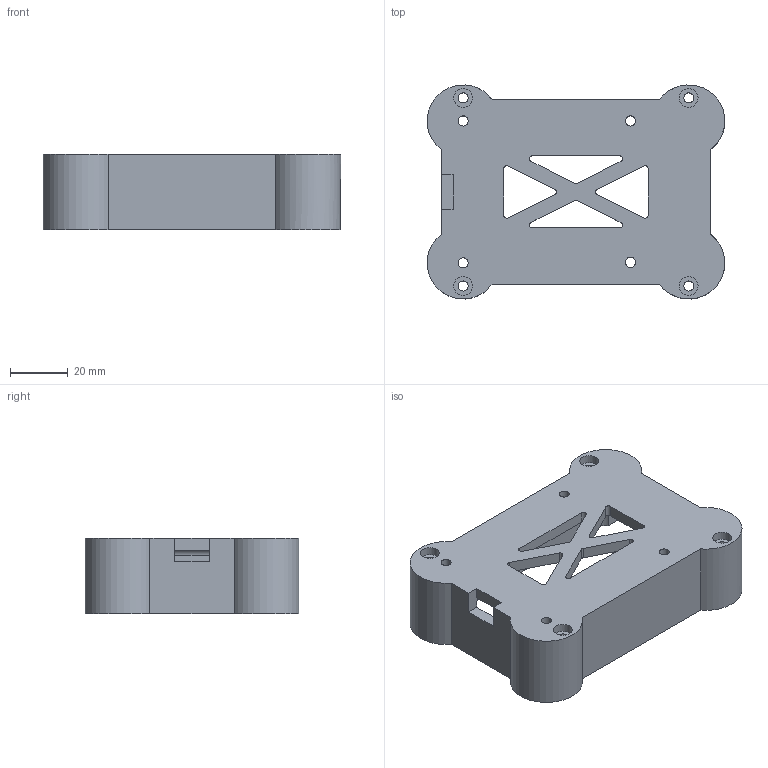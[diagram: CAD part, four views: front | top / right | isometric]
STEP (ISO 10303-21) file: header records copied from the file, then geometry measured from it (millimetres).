
FILE_DESCRIPTION(/* description */ (''),/* implementation_level */ '2;1');
FILE_NAME(/* name */ 'pi_cover.stp',/* time_stamp */ '2022-12-04T21:44:53+01:00',/* author */ ('nhma'),/* organization */ (''),/* preprocessor_version */ 'ST-DEVELOPER v19',/* originating_system */ 'Autodesk Inventor 2023',/* authorisation */ '');
FILE_SCHEMA (('AUTOMOTIVE_DESIGN { 1 0 10303 214 3 1 1 }'));
Length unit declared in the file: millimetre
Products named in the file (1): pi_cover
Bounding box: 103.17 x 74.14 x 26 mm (x, y, z)
Volume: 52648.1 mm3; surface area: 27440.3 mm2
Topology: 1 solids, 1 shells, 135 faces, 382 edges, 242 vertices
Faces by surface type: cylinder 69, plane 58, bspline 8
Full cylindrical faces by diameter (mm): 3.5 x8, 6 x4, 6.5 x4, 7.5 x1
Entity records: 4827 total; most frequent: CARTESIAN_POINT 1200, ORIENTED_EDGE 756, DIRECTION 752, EDGE_CURVE 378, AXIS2_PLACEMENT_3D 272, VERTEX_POINT 242, LINE 208, VECTOR 208
